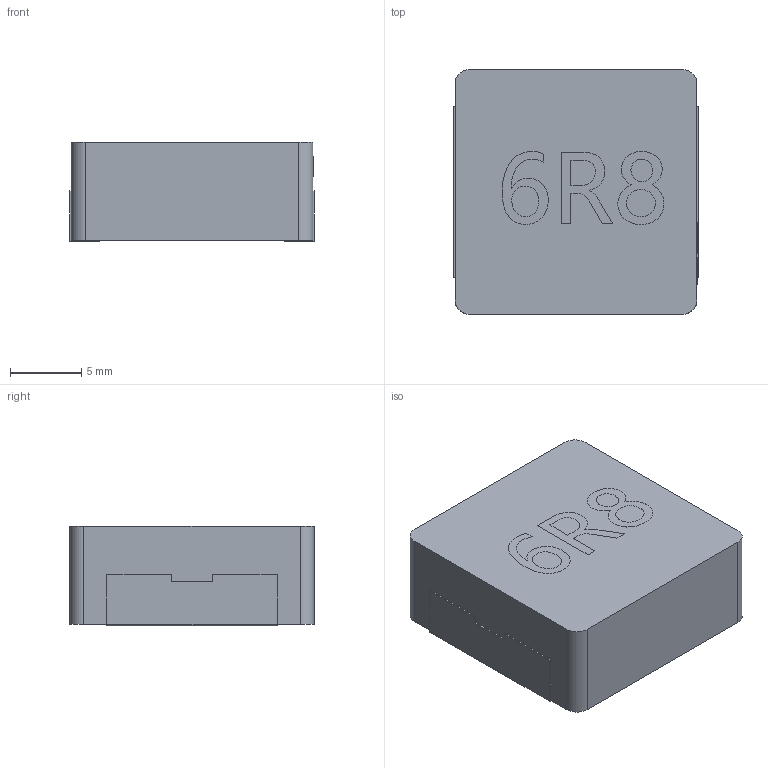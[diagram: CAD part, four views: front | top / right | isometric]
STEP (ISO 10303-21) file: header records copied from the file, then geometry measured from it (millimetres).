
FILE_DESCRIPTION (( 'STEP AP214' ), '1' );
FILE_NAME ('IND-SMD_L17.2-W17.2-H7.0.step', '2022-07-08T23:45:03', ( '' ), ( '' ), 'SwSTEP 2.0', 'SolidWorks 2020', '' );
FILE_SCHEMA (( 'AUTOMOTIVE_DESIGN' ));
Length unit declared in the file: millimetre
Products named in the file (1): IND-SMD_L17.2-W17.2-H7.0
Bounding box: 17.15 x 17.15 x 7 mm (x, y, z)
Volume: 2012.9 mm3; surface area: 1307 mm2
Topology: 3 solids, 3 shells, 374 faces, 1005 edges, 670 vertices
Faces by surface type: plane 222, bspline 146, cylinder 6
Entity records: 18959 total; most frequent: CARTESIAN_POINT 6412, ORIENTED_EDGE 2010, DIRECTION 1179, EDGE_CURVE 1005, LINE 697, VECTOR 697, VERTEX_POINT 670, EDGE_LOOP 407
